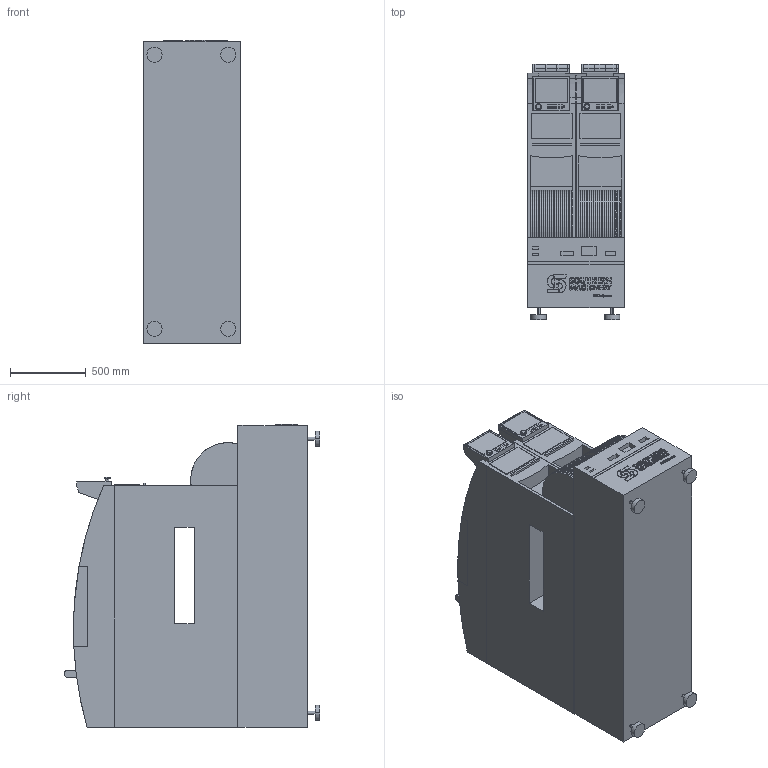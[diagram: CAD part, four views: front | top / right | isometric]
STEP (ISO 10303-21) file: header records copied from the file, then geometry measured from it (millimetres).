
FILE_DESCRIPTION (( 'STEP AP214' ), '1' );
FILE_NAME ('FUJI NXT M3 Mounter.STEP', '2022-02-27T09:02:55', ( '' ), ( '' ), 'SwSTEP 2.0', 'SolidWorks 2021', '' );
FILE_SCHEMA (( 'AUTOMOTIVE_DESIGN' ));
Length unit declared in the file: millimetre
Products named in the file (3): FUJI NXT M3 Mounter; Southern Machinery logo-0.2
Assembly tree (2 placements, depth 2):
  FUJI NXT M3 Mounter
    FUJI NXT M3 Mounter
    Southern Machinery logo-0.2
Bounding box: 641.26 x 1689.17 x 2008.54 mm (x, y, z)
Volume: 1620152720.8 mm3; surface area: 24790733.2 mm2
Topology: 36 solids, 36 shells, 1086 faces, 2851 edges, 1906 vertices
Faces by surface type: plane 837, bspline 162, cylinder 87
Entity records: 52780 total; most frequent: CARTESIAN_POINT 24617, ORIENTED_EDGE 5702, DIRECTION 4152, EDGE_CURVE 2851, LINE 2170, VECTOR 2170, VERTEX_POINT 1906, EDGE_LOOP 1175
